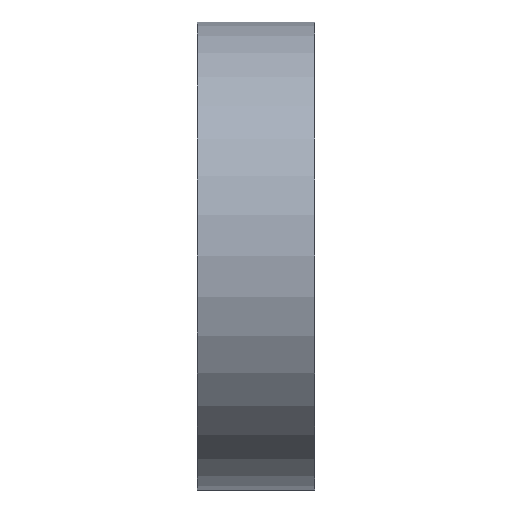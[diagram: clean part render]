
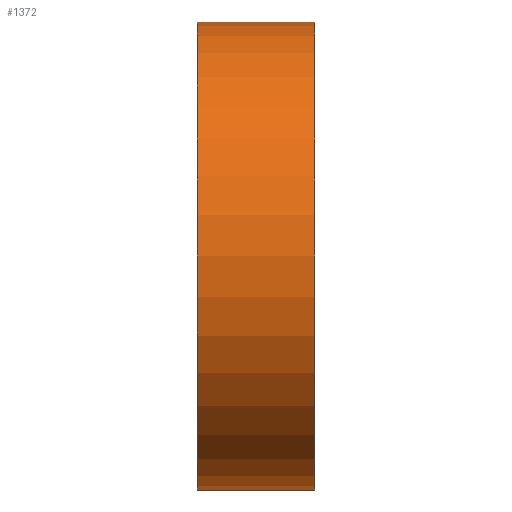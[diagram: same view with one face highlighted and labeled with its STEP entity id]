
A CAD part, left-side view. The second image highlights one B-rep face of the part: STEP entity #1372.
In plain terms, the highlighted cylindrical face has radius 25.4 mm (diameter 50.8 mm), a partial arc.
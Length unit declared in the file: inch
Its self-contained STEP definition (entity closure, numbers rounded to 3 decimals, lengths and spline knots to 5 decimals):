
#42 = DIRECTION ( 'NONE',  ( 0., 0., -1. ) ) ;
#50 = ORIENTED_EDGE ( 'NONE', *, *, #131, .T. ) ;
#64 = DIRECTION ( 'NONE',  ( 0., 0., -1. ) ) ;
#82 = VERTEX_POINT ( 'NONE', #2241 ) ;
#107 = CARTESIAN_POINT ( 'NONE',  ( 0., 0.25, 1. ) ) ;
#131 = EDGE_CURVE ( 'NONE', #596, #1026, #582, .T. ) ;
#328 = AXIS2_PLACEMENT_3D ( 'NONE', #1615, #1406, #42 ) ;
#333 = CARTESIAN_POINT ( 'NONE',  ( 0., 0.25, 0. ) ) ;
#390 = CARTESIAN_POINT ( 'NONE',  ( 0., -0.25, -1. ) ) ;
#582 = LINE ( 'NONE', #2115, #1886 ) ;
#596 = VERTEX_POINT ( 'NONE', #2111 ) ;
#608 = ORIENTED_EDGE ( 'NONE', *, *, #2054, .F. ) ;
#646 = DIRECTION ( 'NONE',  ( 0., -1., 0. ) ) ;
#709 = FACE_OUTER_BOUND ( 'NONE', #827, .T. ) ;
#720 = VECTOR ( 'NONE', #646, 39.37008 ) ;
#786 = EDGE_CURVE ( 'NONE', #82, #2157, #1135, .T. ) ;
#827 = EDGE_LOOP ( 'NONE', ( #1139, #608, #50, #1835 ) ) ;
#855 = DIRECTION ( 'NONE',  ( 0., 1., 0. ) ) ;
#878 = DIRECTION ( 'NONE',  ( 0., -1., 0. ) ) ;
#879 = DIRECTION ( 'NONE',  ( 0., 0., -1. ) ) ;
#959 = EDGE_CURVE ( 'NONE', #1026, #2157, #1838, .T. ) ;
#1026 = VERTEX_POINT ( 'NONE', #390 ) ;
#1034 = CARTESIAN_POINT ( 'NONE',  ( 0., -0.25, 1. ) ) ;
#1135 = LINE ( 'NONE', #107, #720 ) ;
#1139 = ORIENTED_EDGE ( 'NONE', *, *, #786, .F. ) ;
#1372 = ADVANCED_FACE ( 'NONE', ( #709 ), #1765, .T. ) ;
#1406 = DIRECTION ( 'NONE',  ( 0., 1., 0. ) ) ;
#1615 = CARTESIAN_POINT ( 'NONE',  ( 0., -0.25, 0. ) ) ;
#1646 = CIRCLE ( 'NONE', #1726, 1. ) ;
#1705 = AXIS2_PLACEMENT_3D ( 'NONE', #1775, #878, #64 ) ;
#1726 = AXIS2_PLACEMENT_3D ( 'NONE', #333, #855, #879 ) ;
#1765 = CYLINDRICAL_SURFACE ( 'NONE', #1705, 1. ) ;
#1775 = CARTESIAN_POINT ( 'NONE',  ( 0., 0.25, 0. ) ) ;
#1835 = ORIENTED_EDGE ( 'NONE', *, *, #959, .T. ) ;
#1838 = CIRCLE ( 'NONE', #328, 1. ) ;
#1886 = VECTOR ( 'NONE', #1976, 39.37008 ) ;
#1976 = DIRECTION ( 'NONE',  ( 0., -1., 0. ) ) ;
#2054 = EDGE_CURVE ( 'NONE', #596, #82, #1646, .T. ) ;
#2111 = CARTESIAN_POINT ( 'NONE',  ( 0., 0.25, -1. ) ) ;
#2115 = CARTESIAN_POINT ( 'NONE',  ( 0., 0.25, -1. ) ) ;
#2157 = VERTEX_POINT ( 'NONE', #1034 ) ;
#2241 = CARTESIAN_POINT ( 'NONE',  ( 0., 0.25, 1. ) ) ;
